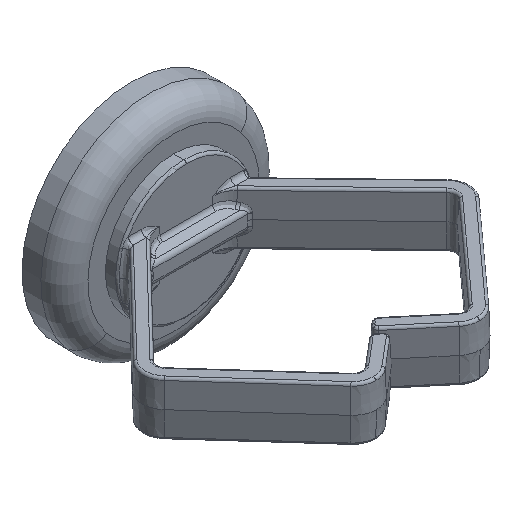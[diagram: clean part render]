
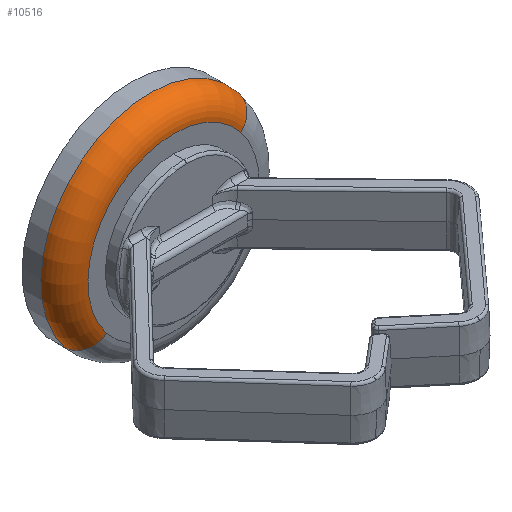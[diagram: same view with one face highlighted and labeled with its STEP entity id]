
A CAD part, isometric view. The second image highlights one B-rep face of the part: STEP entity #10516.
In plain terms, the highlighted toroidal (fillet/blend) face has major radius 9.1 mm and minor radius 2.5 mm.
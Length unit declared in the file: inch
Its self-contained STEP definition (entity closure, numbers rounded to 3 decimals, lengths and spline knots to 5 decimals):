
#29 = DIRECTION ( 'NONE',  ( 1., 0., 0. ) ) ;
#198 = VERTEX_POINT ( 'NONE', #2445 ) ;
#1457 = CARTESIAN_POINT ( 'NONE',  ( 0.45669, 0., -0.09843 ) ) ;
#1711 = DIRECTION ( 'NONE',  ( -1., 0., 0. ) ) ;
#1785 = FACE_OUTER_BOUND ( 'NONE', #4511, .T. ) ;
#1791 = ORIENTED_EDGE ( 'NONE', *, *, #10774, .T. ) ;
#2445 = CARTESIAN_POINT ( 'NONE',  ( -0.35827, 0., 0. ) ) ;
#2500 = CARTESIAN_POINT ( 'NONE',  ( 0., 0., 0. ) ) ;
#2642 = AXIS2_PLACEMENT_3D ( 'NONE', #8770, #10757, #1711 ) ;
#2815 = EDGE_CURVE ( 'NONE', #10813, #198, #4271, .T. ) ;
#4190 = DIRECTION ( 'NONE',  ( 0., 0., 1. ) ) ;
#4271 = CIRCLE ( 'NONE', #6338, 0.35827 ) ;
#4511 = EDGE_LOOP ( 'NONE', ( #7023, #1791, #10643, #7810 ) ) ;
#4593 = CARTESIAN_POINT ( 'NONE',  ( 0., 0., -0.09843 ) ) ;
#4735 = DIRECTION ( 'NONE',  ( 0., 0., 1. ) ) ;
#4788 = VERTEX_POINT ( 'NONE', #1457 ) ;
#5308 = TOROIDAL_SURFACE ( 'NONE', #9721, 0.35827, 0.09843 ) ;
#5348 = CARTESIAN_POINT ( 'NONE',  ( 0.35827, 0., 0. ) ) ;
#5379 = AXIS2_PLACEMENT_3D ( 'NONE', #6396, #4735, #10012 ) ;
#6163 = CIRCLE ( 'NONE', #6346, 0.09843 ) ;
#6201 = DIRECTION ( 'NONE',  ( 0., -1., 0. ) ) ;
#6338 = AXIS2_PLACEMENT_3D ( 'NONE', #2500, #4190, #7312 ) ;
#6346 = AXIS2_PLACEMENT_3D ( 'NONE', #7057, #6201, #8050 ) ;
#6396 = CARTESIAN_POINT ( 'NONE',  ( 0., 0., -0.09843 ) ) ;
#6904 = EDGE_CURVE ( 'NONE', #4788, #8149, #9799, .T. ) ;
#7023 = ORIENTED_EDGE ( 'NONE', *, *, #6904, .T. ) ;
#7057 = CARTESIAN_POINT ( 'NONE',  ( 0.35827, 0., -0.09843 ) ) ;
#7312 = DIRECTION ( 'NONE',  ( 1., 0., 0. ) ) ;
#7767 = CIRCLE ( 'NONE', #2642, 0.09843 ) ;
#7810 = ORIENTED_EDGE ( 'NONE', *, *, #9575, .F. ) ;
#8050 = DIRECTION ( 'NONE',  ( 0., 0., -1. ) ) ;
#8149 = VERTEX_POINT ( 'NONE', #8393 ) ;
#8205 = DIRECTION ( 'NONE',  ( 0., 0., 1. ) ) ;
#8393 = CARTESIAN_POINT ( 'NONE',  ( -0.45669, 0., -0.09843 ) ) ;
#8770 = CARTESIAN_POINT ( 'NONE',  ( -0.35827, 0., -0.09843 ) ) ;
#9575 = EDGE_CURVE ( 'NONE', #4788, #10813, #6163, .T. ) ;
#9721 = AXIS2_PLACEMENT_3D ( 'NONE', #4593, #8205, #29 ) ;
#9799 = CIRCLE ( 'NONE', #5379, 0.45669 ) ;
#10012 = DIRECTION ( 'NONE',  ( 1., 0., 0. ) ) ;
#10516 = ADVANCED_FACE ( 'NONE', ( #1785 ), #5308, .T. ) ;
#10643 = ORIENTED_EDGE ( 'NONE', *, *, #2815, .F. ) ;
#10757 = DIRECTION ( 'NONE',  ( 0., 1., 0. ) ) ;
#10774 = EDGE_CURVE ( 'NONE', #8149, #198, #7767, .T. ) ;
#10813 = VERTEX_POINT ( 'NONE', #5348 ) ;
